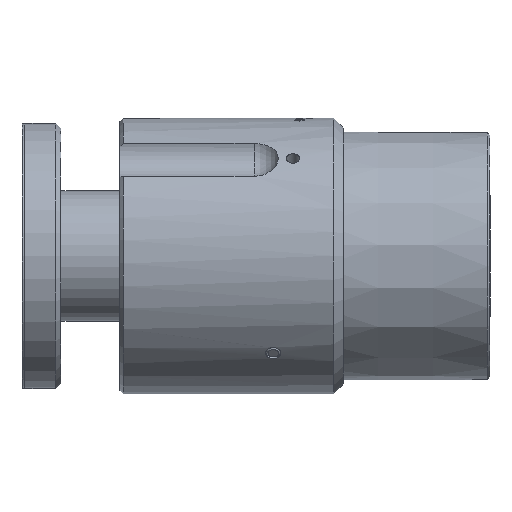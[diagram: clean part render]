
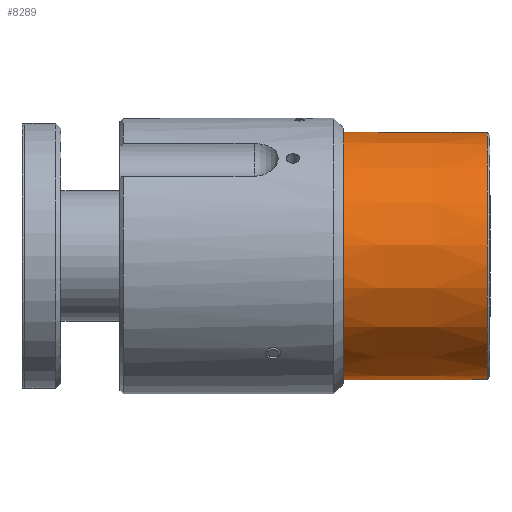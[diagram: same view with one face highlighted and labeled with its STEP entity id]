
A CAD part, top view. The second image highlights one B-rep face of the part: STEP entity #8289.
In plain terms, the highlighted conical face has half-angle 0.164 degrees and reference radius 37.925 mm.
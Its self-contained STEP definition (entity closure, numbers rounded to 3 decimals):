
#21=CONICAL_SURFACE('',#9060,37.925,0.003);
#794=LINE('',#42017,#1269);
#795=LINE('',#42039,#1270);
#1269=VECTOR('',#10978,37.925);
#1270=VECTOR('',#10979,37.925);
#1865=CIRCLE('',#9057,37.995);
#1867=CIRCLE('',#9059,37.995);
#1868=CIRCLE('',#9061,37.852);
#1869=CIRCLE('',#9062,37.852);
#2475=FACE_OUTER_BOUND('',#3027,.T.);
#3027=EDGE_LOOP('',(#7491,#7492,#7493,#7494,#7495,#7496,#7497,#7498,#7499,
#7500,#7501));
#3309=B_SPLINE_CURVE_WITH_KNOTS('',3,(#42019,#42020,#42021,#42022,#42023,
#42024,#42025,#42026,#42027,#42028,#42029,#42030,#42031,#42032,#42033,#42034,
#42035,#42036,#42037),.UNSPECIFIED.,.F.,.F.,(4,2,2,2,3,2,2,2,4),(4.52,
4.903,5.285,5.657,6.028,6.388,
6.748,7.141,7.534),.UNSPECIFIED.);
#3310=B_SPLINE_CURVE_WITH_KNOTS('',3,(#42044,#42045,#42046,#42047,#42048,
#42049,#42050,#42051,#42052,#42053),.UNSPECIFIED.,.F.,.F.,(4,2,2,2,4),(7.534,
7.927,8.321,8.681,9.04),
 .UNSPECIFIED.);
#3311=B_SPLINE_CURVE_WITH_KNOTS('',3,(#42054,#42055,#42056,#42057,#42058,
#42059,#42060,#42061,#42062,#42063),.UNSPECIFIED.,.F.,.F.,(4,2,2,2,4),(3.012,
3.384,3.755,4.138,4.52),
 .UNSPECIFIED.);
#4068=VERTEX_POINT('',#42008);
#4069=VERTEX_POINT('',#42009);
#4071=VERTEX_POINT('',#42016);
#4072=VERTEX_POINT('',#42018);
#4073=VERTEX_POINT('',#42038);
#4074=VERTEX_POINT('',#42040);
#4075=VERTEX_POINT('',#42043);
#5233=EDGE_CURVE('',#4068,#4069,#1865,.T.);
#5236=EDGE_CURVE('',#4069,#4068,#1867,.T.);
#5237=EDGE_CURVE('',#4068,#4071,#794,.T.);
#5238=EDGE_CURVE('',#4071,#4072,#3309,.T.);
#5239=EDGE_CURVE('',#4072,#4073,#795,.T.);
#5240=EDGE_CURVE('',#4074,#4073,#1868,.T.);
#5241=EDGE_CURVE('',#4073,#4074,#1869,.T.);
#5242=EDGE_CURVE('',#4072,#4075,#3310,.T.);
#5243=EDGE_CURVE('',#4075,#4071,#3311,.T.);
#7491=ORIENTED_EDGE('',*,*,#5233,.F.);
#7492=ORIENTED_EDGE('',*,*,#5237,.T.);
#7493=ORIENTED_EDGE('',*,*,#5238,.T.);
#7494=ORIENTED_EDGE('',*,*,#5239,.T.);
#7495=ORIENTED_EDGE('',*,*,#5240,.F.);
#7496=ORIENTED_EDGE('',*,*,#5241,.F.);
#7497=ORIENTED_EDGE('',*,*,#5239,.F.);
#7498=ORIENTED_EDGE('',*,*,#5242,.T.);
#7499=ORIENTED_EDGE('',*,*,#5243,.T.);
#7500=ORIENTED_EDGE('',*,*,#5237,.F.);
#7501=ORIENTED_EDGE('',*,*,#5236,.F.);
#8289=ADVANCED_FACE('',(#2475),#21,.T.);
#9057=AXIS2_PLACEMENT_3D('',#42010,#10969,#10970);
#9059=AXIS2_PLACEMENT_3D('',#42014,#10974,#10975);
#9060=AXIS2_PLACEMENT_3D('',#42015,#10976,#10977);
#9061=AXIS2_PLACEMENT_3D('',#42041,#10980,#10981);
#9062=AXIS2_PLACEMENT_3D('',#42042,#10982,#10983);
#10969=DIRECTION('center_axis',(-1.,0.,0.));
#10970=DIRECTION('ref_axis',(0.,-0.707,-0.707));
#10974=DIRECTION('center_axis',(-1.,0.,0.));
#10975=DIRECTION('ref_axis',(0.,-0.707,-0.707));
#10976=DIRECTION('center_axis',(-1.,0.,0.));
#10977=DIRECTION('ref_axis',(0.,0.707,0.707));
#10978=DIRECTION('',(1.,0.002,0.002));
#10979=DIRECTION('',(1.,0.002,0.002));
#10980=DIRECTION('center_axis',(1.,0.,0.));
#10981=DIRECTION('ref_axis',(0.,-0.707,-0.707));
#10982=DIRECTION('center_axis',(1.,0.,0.));
#10983=DIRECTION('ref_axis',(0.,-0.707,-0.707));
#42008=CARTESIAN_POINT('',(62.25,-26.867,-26.867));
#42009=CARTESIAN_POINT('',(62.25,26.867,26.867));
#42010=CARTESIAN_POINT('Origin',(62.25,0.,
0.));
#42014=CARTESIAN_POINT('Origin',(62.25,0.,
0.));
#42015=CARTESIAN_POINT('Origin',(86.85,0.,
0.));
#42016=CARTESIAN_POINT('',(74.081,-26.843,-26.843));
#42017=CARTESIAN_POINT('',(86.85,-26.817,-26.817));
#42018=CARTESIAN_POINT('',(95.159,-26.8,-26.8));
#42019=CARTESIAN_POINT('Ctrl Pts',(74.081,-26.843,-26.843));
#42020=CARTESIAN_POINT('Ctrl Pts',(74.081,-27.745,-25.941));
#42021=CARTESIAN_POINT('Ctrl Pts',(74.395,-28.636,-24.948));
#42022=CARTESIAN_POINT('Ctrl Pts',(75.595,-30.151,-23.09));
#42023=CARTESIAN_POINT('Ctrl Pts',(76.48,-30.777,-22.226));
#42024=CARTESIAN_POINT('Ctrl Pts',(78.405,-31.691,-20.892));
#42025=CARTESIAN_POINT('Ctrl Pts',(79.568,-32.05,-20.32));
#42026=CARTESIAN_POINT('Ctrl Pts',(82.062,-32.512,-19.558));
#42027=CARTESIAN_POINT('Ctrl Pts',(83.393,-32.616,-19.371));
#42028=CARTESIAN_POINT('Ctrl Pts',(84.631,-32.613,-19.369));
#42029=CARTESIAN_POINT('Ctrl Pts',(85.83,-32.61,-19.368));
#42030=CARTESIAN_POINT('Ctrl Pts',(87.121,-32.506,-19.54));
#42031=CARTESIAN_POINT('Ctrl Pts',(89.55,-32.059,-20.251));
#42032=CARTESIAN_POINT('Ctrl Pts',(90.688,-31.715,-20.789));
#42033=CARTESIAN_POINT('Ctrl Pts',(92.643,-30.821,-22.085));
#42034=CARTESIAN_POINT('Ctrl Pts',(93.569,-30.185,-22.96));
#42035=CARTESIAN_POINT('Ctrl Pts',(94.828,-28.64,-24.856));
#42036=CARTESIAN_POINT('Ctrl Pts',(95.159,-27.727,-25.873));
#42037=CARTESIAN_POINT('Ctrl Pts',(95.159,-26.8,-26.8));
#42038=CARTESIAN_POINT('',(112.25,-26.766,-26.766));
#42039=CARTESIAN_POINT('',(86.85,-26.817,-26.817));
#42040=CARTESIAN_POINT('',(112.25,26.766,26.766));
#42041=CARTESIAN_POINT('Origin',(112.25,0.,
0.));
#42042=CARTESIAN_POINT('Origin',(112.25,0.,
0.));
#42043=CARTESIAN_POINT('',(84.631,-19.369,-32.613));
#42044=CARTESIAN_POINT('Ctrl Pts',(95.159,-26.8,-26.8));
#42045=CARTESIAN_POINT('Ctrl Pts',(95.159,-25.873,-27.727));
#42046=CARTESIAN_POINT('Ctrl Pts',(94.828,-24.856,-28.64));
#42047=CARTESIAN_POINT('Ctrl Pts',(93.569,-22.96,-30.185));
#42048=CARTESIAN_POINT('Ctrl Pts',(92.643,-22.085,-30.821));
#42049=CARTESIAN_POINT('Ctrl Pts',(90.688,-20.789,-31.715));
#42050=CARTESIAN_POINT('Ctrl Pts',(89.55,-20.251,-32.059));
#42051=CARTESIAN_POINT('Ctrl Pts',(87.121,-19.54,-32.506));
#42052=CARTESIAN_POINT('Ctrl Pts',(85.83,-19.368,-32.61));
#42053=CARTESIAN_POINT('Ctrl Pts',(84.631,-19.369,-32.613));
#42054=CARTESIAN_POINT('Ctrl Pts',(84.631,-19.369,-32.613));
#42055=CARTESIAN_POINT('Ctrl Pts',(83.393,-19.371,-32.616));
#42056=CARTESIAN_POINT('Ctrl Pts',(82.062,-19.558,-32.512));
#42057=CARTESIAN_POINT('Ctrl Pts',(79.568,-20.32,-32.05));
#42058=CARTESIAN_POINT('Ctrl Pts',(78.405,-20.892,-31.691));
#42059=CARTESIAN_POINT('Ctrl Pts',(76.48,-22.226,-30.777));
#42060=CARTESIAN_POINT('Ctrl Pts',(75.595,-23.09,-30.151));
#42061=CARTESIAN_POINT('Ctrl Pts',(74.395,-24.948,-28.636));
#42062=CARTESIAN_POINT('Ctrl Pts',(74.081,-25.941,-27.745));
#42063=CARTESIAN_POINT('Ctrl Pts',(74.081,-26.843,-26.843));
